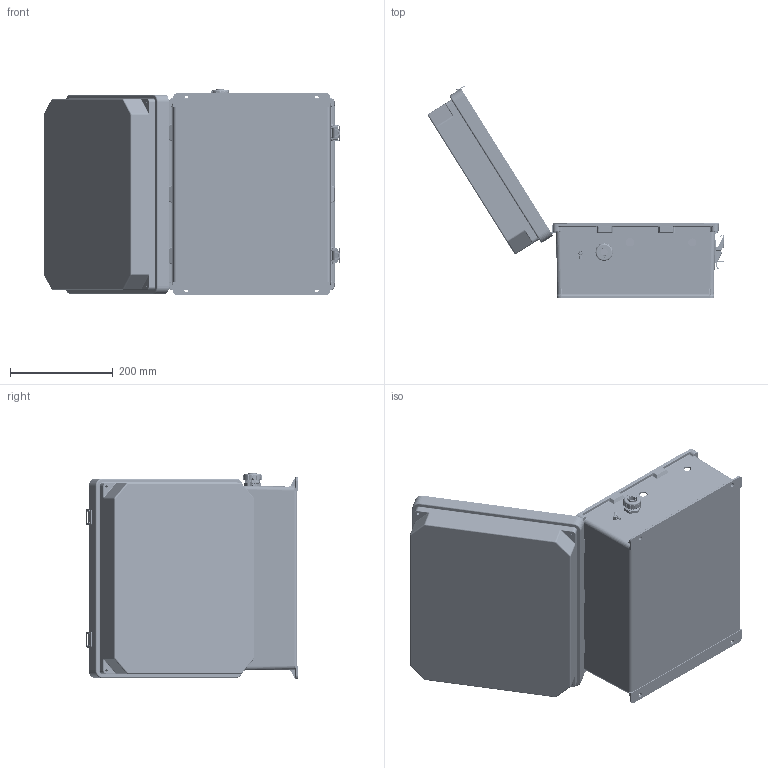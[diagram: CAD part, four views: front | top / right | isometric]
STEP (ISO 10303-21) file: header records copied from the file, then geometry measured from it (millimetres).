
FILE_DESCRIPTION (( 'STEP AP214' ), '1' );
FILE_NAME ('TEF141207-1H0.STEP', '2018-11-20T15:11:01', ( '' ), ( '' ), 'SwSTEP 2.0', 'SolidWorks 2017', '' );
FILE_SCHEMA (( 'AUTOMOTIVE_DESIGN' ));
Length unit declared in the file: inch
Products named in the file (24): NEMA GroundWire-2; NB141207-Box; XMH-0007; XF797-02; TEF141207-1H0; XFS-0017; 10-32 NEMA PLATE SCREW; XMH-0010; XFN-0013; XCTB-0002; XCT-0011; XCT-0010; XF451-01; XFW-0002; XFN-0003; XCT-0005; XFS-0026; XC-0003; NB141207-DoorClasp-2; NB141207-DoorClasp-1; XFW-0004; NB141207-Lid-2; XHIC-HTR110; NB141207-Hinge
Assembly tree (42 placements, depth 2):
  TEF141207-1H0
    NB141207-Box
    NB141207-Hinge  x2
    NB141207-Lid-2
    NB141207-DoorClasp-1  x2
    NB141207-DoorClasp-2  x2
    XC-0003
    XFS-0026
    XCT-0005
    XFN-0003  x2
    XFW-0002
    XF451-01
    XCT-0010
    XCT-0011
    XCTB-0002
    XFN-0013  x2
    XMH-0010  x2
    10-32 NEMA PLATE SCREW  x4
    XFS-0017  x7
    XF797-02
    XMH-0007  x4
    NEMA GroundWire-2
    XHIC-HTR110
    XFW-0004  x2
Bounding box: 578.07 x 413.05 x 402.37 mm (x, y, z)
Volume: 2558993.7 mm3; surface area: 1430660 mm2
Topology: 48 solids, 49 shells, 3930 faces, 9915 edges, 6145 vertices
Faces by surface type: plane 1660, cylinder 1171, cone 627, torus 265, bspline 183, sphere 24
Full cylindrical faces by diameter (mm): 2.705 x16, 3.15 x4, 3.175 x20, 3.302 x4, 3.429 x2, 3.556 x9, 3.607 x1, 3.683 x2, 3.886 x8, 3.934 x1, 3.962 x2, 4.064 x4, 4.177 x4, 4.47 x2, 4.572 x10, 5.004 x1, 5.08 x2, 5.182 x1, 5.3 x2, 5.639 x1, 6.35 x4, 6.5 x4, 6.655 x7, 6.667 x3, 7.163 x3, 7.62 x3, 8 x4, 8.801 x2, 8.915 x8, 8.928 x4
Entity records: 98671 total; most frequent: CARTESIAN_POINT 23133, ORIENTED_EDGE 12914, DIRECTION 12774, EDGE_CURVE 6457, AXIS2_PLACEMENT_3D 4680, VERTEX_POINT 4289, EDGE_LOOP 3440, LINE 3414
